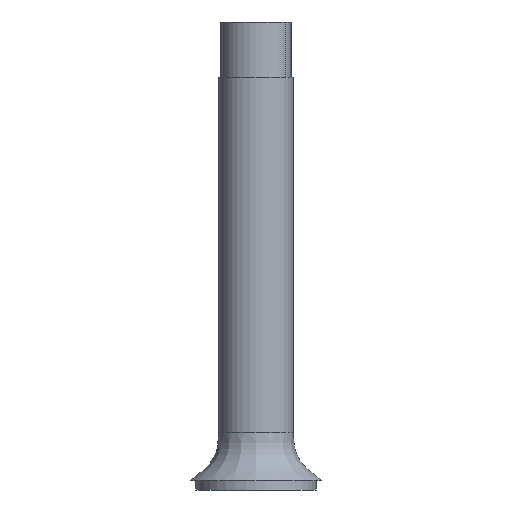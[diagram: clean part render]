
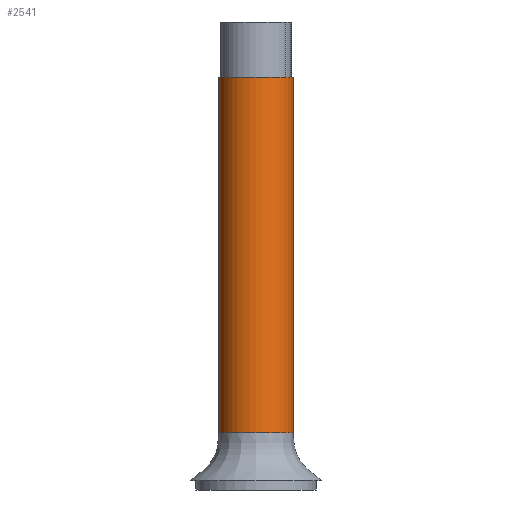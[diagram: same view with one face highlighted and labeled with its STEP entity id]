
A CAD part, front view. The second image highlights one B-rep face of the part: STEP entity #2541.
In plain terms, the highlighted cylindrical face has radius 102.87 mm (diameter 205.74 mm), a full revolution.
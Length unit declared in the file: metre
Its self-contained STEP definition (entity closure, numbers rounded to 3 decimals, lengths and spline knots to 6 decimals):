
#16=CYLINDRICAL_SURFACE('',#2955,0.10287);
#415=ORIENTED_EDGE('',*,*,#938,.T.);
#416=ORIENTED_EDGE('',*,*,#939,.F.);
#938=EDGE_CURVE('',#1203,#1203,#1468,.T.);
#939=EDGE_CURVE('',#1204,#1204,#1469,.T.);
#1203=VERTEX_POINT('',#4424);
#1204=VERTEX_POINT('',#4427);
#1468=CIRCLE('',#2954,0.10287);
#1469=CIRCLE('',#2956,0.10287);
#1740=EDGE_LOOP('',(#415));
#1741=EDGE_LOOP('',(#416));
#2270=FACE_BOUND('',#1740,.T.);
#2271=FACE_BOUND('',#1741,.T.);
#2541=ADVANCED_FACE('',(#2270,#2271),#16,.T.);
#2954=AXIS2_PLACEMENT_3D('',#4423,#3627,#3628);
#2955=AXIS2_PLACEMENT_3D('',#4425,#3629,#3630);
#2956=AXIS2_PLACEMENT_3D('',#4426,#3631,#3632);
#3627=DIRECTION('',(0.,0.,-1.));
#3628=DIRECTION('',(-1.,0.,0.));
#3629=DIRECTION('',(0.,0.,-1.));
#3630=DIRECTION('',(-1.,0.,0.));
#3631=DIRECTION('',(0.,0.,-1.));
#3632=DIRECTION('',(-1.,0.,0.));
#4423=CARTESIAN_POINT('',(0.,0.,0.704713));
#4424=CARTESIAN_POINT('',(-0.10287,0.,0.704713));
#4425=CARTESIAN_POINT('',(0.,0.,0.126411));
#4426=CARTESIAN_POINT('',(0.,0.,-0.279377));
#4427=CARTESIAN_POINT('',(-0.10287,0.,-0.279377));
